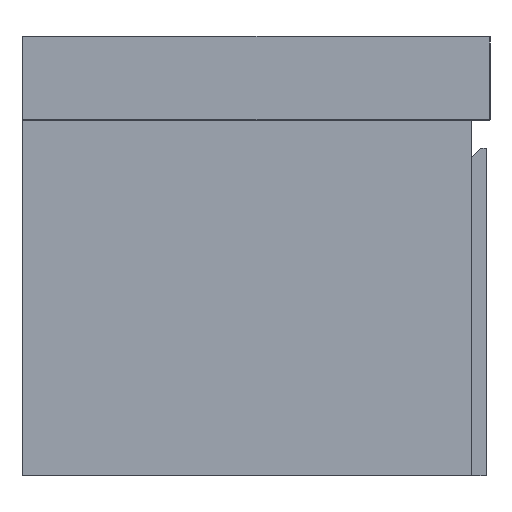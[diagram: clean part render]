
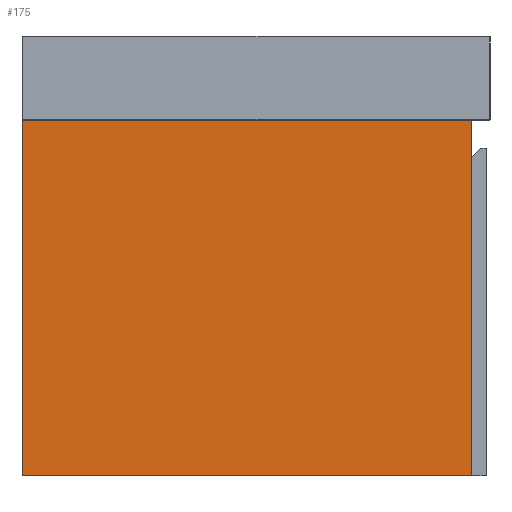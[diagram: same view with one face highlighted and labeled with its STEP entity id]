
A CAD part, left-side view. The second image highlights one B-rep face of the part: STEP entity #175.
In plain terms, the highlighted planar face has unit normal (-1, 0, 0).
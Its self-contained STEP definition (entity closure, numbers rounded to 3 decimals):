
#175=ADVANCED_FACE('',(#233),#888,.T.);
#233=FACE_OUTER_BOUND('',#291,.T.);
#291=EDGE_LOOP('',(#431,#432,#433,#434));
#431=ORIENTED_EDGE('',*,*,#628,.F.);
#432=ORIENTED_EDGE('',*,*,#615,.T.);
#433=ORIENTED_EDGE('',*,*,#626,.T.);
#434=ORIENTED_EDGE('',*,*,#627,.F.);
#615=EDGE_CURVE('',#824,#823,#736,.T.);
#626=EDGE_CURVE('',#823,#831,#747,.T.);
#627=EDGE_CURVE('',#832,#831,#748,.T.);
#628=EDGE_CURVE('',#824,#832,#749,.T.);
#736=B_SPLINE_CURVE_WITH_KNOTS('',1,(#1338,#1339),.UNSPECIFIED.,.F.,.F.,
(2,2),(-380.,0.),.UNSPECIFIED.);
#747=B_SPLINE_CURVE_WITH_KNOTS('',1,(#1360,#1361),.UNSPECIFIED.,.F.,.F.,
(2,2),(-480.,0.),.UNSPECIFIED.);
#748=B_SPLINE_CURVE_WITH_KNOTS('',1,(#1362,#1363),.UNSPECIFIED.,.F.,.F.,
(2,2),(-380.,0.),.UNSPECIFIED.);
#749=B_SPLINE_CURVE_WITH_KNOTS('',1,(#1364,#1365),.UNSPECIFIED.,.F.,.F.,
(2,2),(-480.,0.),.UNSPECIFIED.);
#823=VERTEX_POINT('',#1318);
#824=VERTEX_POINT('',#1319);
#831=VERTEX_POINT('',#1326);
#832=VERTEX_POINT('',#1327);
#888=PLANE('',#1052);
#1052=AXIS2_PLACEMENT_3D('',#1307,#1121,$);
#1121=DIRECTION('',(-1.,0.,0.));
#1307=CARTESIAN_POINT('',(-744.,-228.,528.));
#1318=CARTESIAN_POINT('',(-744.,190.,480.));
#1319=CARTESIAN_POINT('',(-744.,-190.,480.));
#1326=CARTESIAN_POINT('',(-744.,190.,0.));
#1327=CARTESIAN_POINT('',(-744.,-190.,0.));
#1338=CARTESIAN_POINT('',(-744.,-190.,480.));
#1339=CARTESIAN_POINT('',(-744.,190.,480.));
#1360=CARTESIAN_POINT('',(-744.,190.,480.));
#1361=CARTESIAN_POINT('',(-744.,190.,0.));
#1362=CARTESIAN_POINT('',(-744.,-190.,0.));
#1363=CARTESIAN_POINT('',(-744.,190.,0.));
#1364=CARTESIAN_POINT('',(-744.,-190.,480.));
#1365=CARTESIAN_POINT('',(-744.,-190.,0.));
